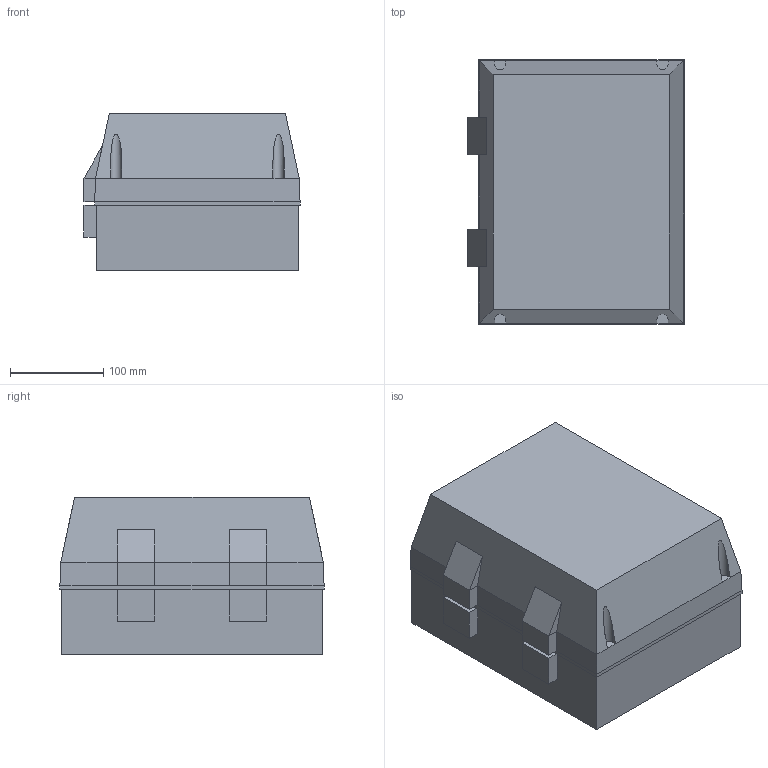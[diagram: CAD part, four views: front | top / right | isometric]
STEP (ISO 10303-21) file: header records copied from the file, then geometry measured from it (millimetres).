
FILE_DESCRIPTION((''),'2;1');
FILE_NAME('3d_M3N.stp','2012-10-03T11:10:14',(''),(''),'Mechanical Desktop 2011','Mechanical Desktop 2011',', , ');
FILE_SCHEMA(('CONFIG_CONTROL_DESIGN'));
Length unit declared in the file: millimetre
Products named in the file (1): Product
Bounding box: 231.5 x 283 x 168.7 mm (x, y, z)
Volume: 9899370.4 mm3; surface area: 285786.1 mm2
Topology: 1 solids, 1 shells, 68 faces, 166 edges, 98 vertices
Faces by surface type: plane 64, cylinder 4
Entity records: 2017 total; most frequent: CARTESIAN_POINT 333, ORIENTED_EDGE 332, DIRECTION 312, EDGE_CURVE 166, VECTOR 158, LINE 158, VERTEX_POINT 98, AXIS2_PLACEMENT_3D 77
